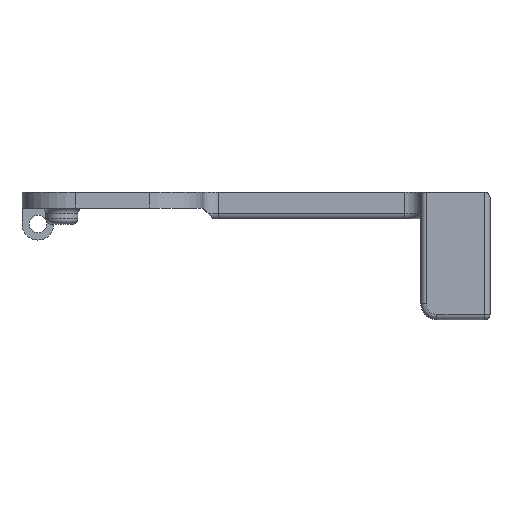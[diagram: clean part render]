
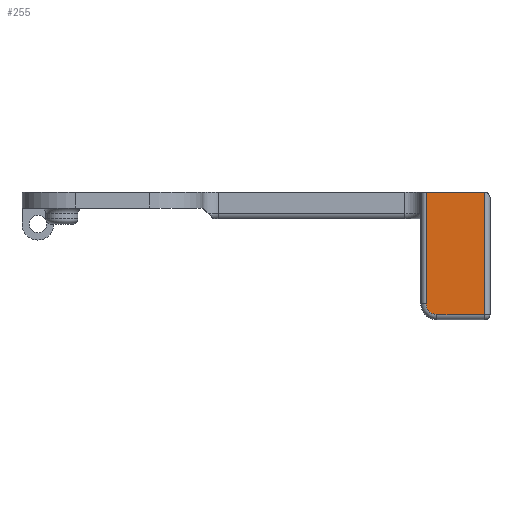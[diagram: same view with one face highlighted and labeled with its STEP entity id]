
A CAD part, front view. The second image highlights one B-rep face of the part: STEP entity #255.
In plain terms, the highlighted planar face has unit normal (0, -1, 0).
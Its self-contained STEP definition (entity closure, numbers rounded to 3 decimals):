
#65 = CIRCLE ( 'NONE', #2133, 2. ) ;
#98 = CARTESIAN_POINT ( 'NONE',  ( 88., 2., 0. ) ) ;
#115 = CARTESIAN_POINT ( 'NONE',  ( 87., 2., -23. ) ) ;
#133 = ORIENTED_EDGE ( 'NONE', *, *, #2365, .T. ) ;
#255 = ADVANCED_FACE ( 'NONE', ( #2088 ), #3142, .F. ) ;
#264 = ORIENTED_EDGE ( 'NONE', *, *, #3213, .T. ) ;
#323 = VERTEX_POINT ( 'NONE', #1491 ) ;
#370 = DIRECTION ( 'NONE',  ( 0., 1., 0. ) ) ;
#403 = CARTESIAN_POINT ( 'NONE',  ( 88., 2., 0. ) ) ;
#475 = EDGE_CURVE ( 'NONE', #2797, #3411, #65, .T. ) ;
#868 = CARTESIAN_POINT ( 'NONE',  ( 87., 2., 0. ) ) ;
#926 = CARTESIAN_POINT ( 'NONE',  ( 76., 2., -21. ) ) ;
#974 = DIRECTION ( 'NONE',  ( -1., 0., 0. ) ) ;
#1073 = ORIENTED_EDGE ( 'NONE', *, *, #2316, .T. ) ;
#1146 = DIRECTION ( 'NONE',  ( 0., -1., 0. ) ) ;
#1223 = LINE ( 'NONE', #868, #1269 ) ;
#1226 = LINE ( 'NONE', #1505, #1936 ) ;
#1269 = VECTOR ( 'NONE', #3348, 1000. ) ;
#1463 = DIRECTION ( 'NONE',  ( 0., 0., 1. ) ) ;
#1479 = DIRECTION ( 'NONE',  ( 1., 0., 0. ) ) ;
#1491 = CARTESIAN_POINT ( 'NONE',  ( 76., 2., 0. ) ) ;
#1505 = CARTESIAN_POINT ( 'NONE',  ( 88., 2., -23. ) ) ;
#1511 = VECTOR ( 'NONE', #1549, 1000. ) ;
#1541 = ORIENTED_EDGE ( 'NONE', *, *, #475, .T. ) ;
#1549 = DIRECTION ( 'NONE',  ( 0., 0., -1. ) ) ;
#1618 = CARTESIAN_POINT ( 'NONE',  ( 87., 2., 0. ) ) ;
#1629 = EDGE_LOOP ( 'NONE', ( #133, #264, #1541, #1073, #1910 ) ) ;
#1893 = DIRECTION ( 'NONE',  ( 0., 0., 1. ) ) ;
#1910 = ORIENTED_EDGE ( 'NONE', *, *, #2656, .T. ) ;
#1936 = VECTOR ( 'NONE', #1479, 1000. ) ;
#2088 = FACE_OUTER_BOUND ( 'NONE', #1629, .T. ) ;
#2133 = AXIS2_PLACEMENT_3D ( 'NONE', #2222, #1146, #1893 ) ;
#2192 = LINE ( 'NONE', #2358, #1511 ) ;
#2222 = CARTESIAN_POINT ( 'NONE',  ( 78., 2., -21. ) ) ;
#2242 = VECTOR ( 'NONE', #974, 1000. ) ;
#2291 = LINE ( 'NONE', #98, #2242 ) ;
#2316 = EDGE_CURVE ( 'NONE', #3411, #2766, #1226, .T. ) ;
#2358 = CARTESIAN_POINT ( 'NONE',  ( 76., 2., 0. ) ) ;
#2365 = EDGE_CURVE ( 'NONE', #3402, #323, #2291, .T. ) ;
#2392 = AXIS2_PLACEMENT_3D ( 'NONE', #403, #370, #1463 ) ;
#2656 = EDGE_CURVE ( 'NONE', #2766, #3402, #1223, .T. ) ;
#2766 = VERTEX_POINT ( 'NONE', #115 ) ;
#2797 = VERTEX_POINT ( 'NONE', #926 ) ;
#3142 = PLANE ( 'NONE',  #2392 ) ;
#3213 = EDGE_CURVE ( 'NONE', #323, #2797, #2192, .T. ) ;
#3290 = CARTESIAN_POINT ( 'NONE',  ( 78., 2., -23. ) ) ;
#3348 = DIRECTION ( 'NONE',  ( 0., 0., 1. ) ) ;
#3402 = VERTEX_POINT ( 'NONE', #1618 ) ;
#3411 = VERTEX_POINT ( 'NONE', #3290 ) ;
